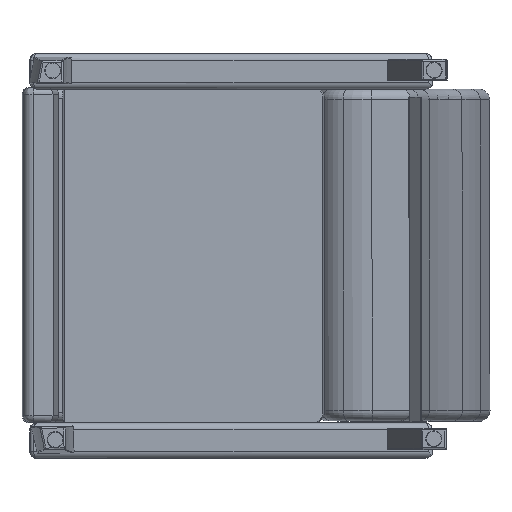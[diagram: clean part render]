
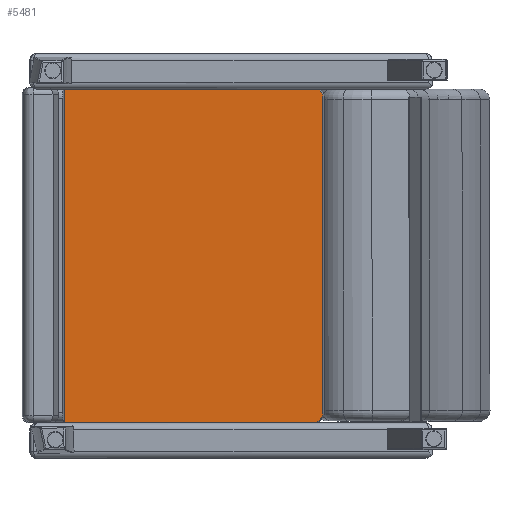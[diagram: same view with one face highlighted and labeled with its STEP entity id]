
A CAD part, front view. The second image highlights one B-rep face of the part: STEP entity #5481.
In plain terms, the highlighted face is planar.
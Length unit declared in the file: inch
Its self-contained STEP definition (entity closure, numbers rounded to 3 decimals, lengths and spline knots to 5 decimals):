
#819=PLANE('',#6101);
#1007=FACE_OUTER_BOUND('',#1390,.T.);
#1390=EDGE_LOOP('',(#4119,#4120,#4121,#4122,#4123,#4124));
#1748=LINE('',#9551,#2069);
#1750=LINE('',#9555,#2071);
#1751=LINE('',#9557,#2072);
#1752=LINE('',#9559,#2073);
#2069=VECTOR('',#7136,0.3937);
#2071=VECTOR('',#7140,0.3937);
#2072=VECTOR('',#7141,0.3937);
#2073=VECTOR('',#7142,0.3937);
#2359=ELLIPSE('',#6094,0.75103,0.75);
#2360=ELLIPSE('',#6102,0.75103,0.75);
#2543=VERTEX_POINT('',#9530);
#2544=VERTEX_POINT('',#9532);
#2549=VERTEX_POINT('',#9550);
#2550=VERTEX_POINT('',#9554);
#2551=VERTEX_POINT('',#9556);
#2552=VERTEX_POINT('',#9558);
#3112=EDGE_CURVE('',#2543,#2544,#2359,.T.);
#3121=EDGE_CURVE('',#2544,#2549,#1748,.T.);
#3123=EDGE_CURVE('',#2550,#2543,#1750,.T.);
#3124=EDGE_CURVE('',#2550,#2551,#1751,.T.);
#3125=EDGE_CURVE('',#2552,#2551,#1752,.T.);
#3126=EDGE_CURVE('',#2549,#2552,#2360,.T.);
#4119=ORIENTED_EDGE('',*,*,#3112,.F.);
#4120=ORIENTED_EDGE('',*,*,#3123,.F.);
#4121=ORIENTED_EDGE('',*,*,#3124,.T.);
#4122=ORIENTED_EDGE('',*,*,#3125,.F.);
#4123=ORIENTED_EDGE('',*,*,#3126,.F.);
#4124=ORIENTED_EDGE('',*,*,#3121,.F.);
#5481=ADVANCED_FACE('',(#1007),#819,.T.);
#6094=AXIS2_PLACEMENT_3D('',#9533,#7116,#7117);
#6101=AXIS2_PLACEMENT_3D('',#9553,#7138,#7139);
#6102=AXIS2_PLACEMENT_3D('',#9560,#7143,#7144);
#7116=DIRECTION('center_axis',(0.,0.999,0.052));
#7117=DIRECTION('ref_axis',(0.,0.052,-0.999));
#7136=DIRECTION('',(-1.,0.,0.));
#7138=DIRECTION('center_axis',(0.,-0.999,-0.052));
#7139=DIRECTION('ref_axis',(0.,0.052,-0.999));
#7140=DIRECTION('',(0.,0.052,-0.999));
#7141=DIRECTION('',(-1.,0.,0.));
#7142=DIRECTION('',(0.,-0.052,0.999));
#7143=DIRECTION('center_axis',(0.,0.999,0.052));
#7144=DIRECTION('ref_axis',(0.,0.052,-0.999));
#9530=CARTESIAN_POINT('',(23.25,-0.4931,-9.39098));
#9532=CARTESIAN_POINT('',(22.5,-0.45408,-10.14099));
#9533=CARTESIAN_POINT('Origin',(22.5,-0.4931,-9.39098));
#9550=CARTESIAN_POINT('',(0.5,-0.45408,-10.14099));
#9551=CARTESIAN_POINT('',(0.,-0.45408,-10.14099));
#9553=CARTESIAN_POINT('Origin',(0.,-1.4261,8.54398));
#9554=CARTESIAN_POINT('',(23.25,-1.4261,8.54398));
#9555=CARTESIAN_POINT('',(23.25,-0.45408,-10.14099));
#9556=CARTESIAN_POINT('',(-0.25,-1.4261,8.54398));
#9557=CARTESIAN_POINT('',(0.,-1.4261,8.54398));
#9558=CARTESIAN_POINT('',(-0.25,-0.4931,-9.39098));
#9559=CARTESIAN_POINT('',(-0.25,-1.4261,8.54398));
#9560=CARTESIAN_POINT('Origin',(0.5,-0.4931,-9.39098));
